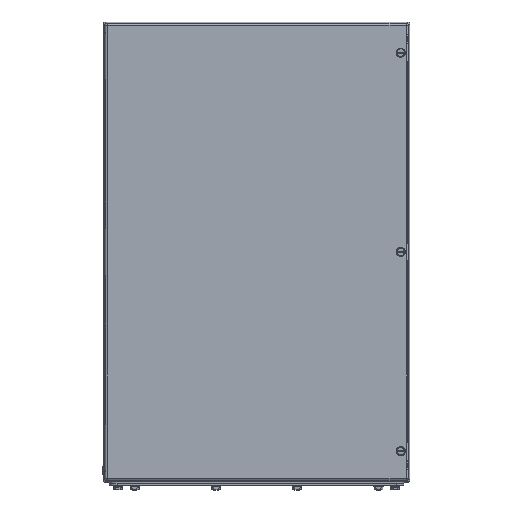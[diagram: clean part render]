
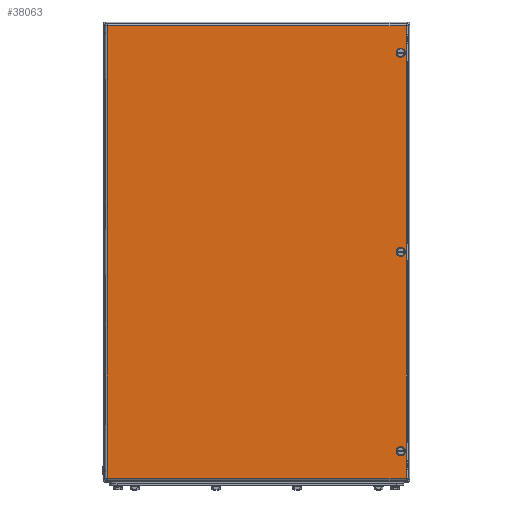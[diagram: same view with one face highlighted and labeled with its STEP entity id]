
A CAD part, top view. The second image highlights one B-rep face of the part: STEP entity #38063.
In plain terms, the highlighted planar face has unit normal (0, 0, 1).
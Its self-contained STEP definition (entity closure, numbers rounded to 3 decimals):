
#37987=AXIS2_PLACEMENT_3D('Plane Axis2P3D',#37984,#37985,#37986) ;
#38029=AXIS2_PLACEMENT_3D('Circle Axis2P3D',#38027,#38028,$) ;
#38038=AXIS2_PLACEMENT_3D('Circle Axis2P3D',#38036,#38037,$) ;
#38047=AXIS2_PLACEMENT_3D('Circle Axis2P3D',#38045,#38046,$) ;
#38056=AXIS2_PLACEMENT_3D('Circle Axis2P3D',#38054,#38055,$) ;
#37746=CARTESIAN_POINT('Vertex',(384.5,310.,200.)) ;
#37750=CARTESIAN_POINT('Control Point',(384.5,310.,200.)) ;
#37751=CARTESIAN_POINT('Control Point',(384.5,309.45,200.)) ;
#37752=CARTESIAN_POINT('Control Point',(384.608,308.9,200.)) ;
#37753=CARTESIAN_POINT('Control Point',(384.824,308.379,200.)) ;
#37754=CARTESIAN_POINT('Control Point',(385.449,307.449,200.)) ;
#37755=CARTESIAN_POINT('Control Point',(386.379,306.824,200.)) ;
#37756=CARTESIAN_POINT('Control Point',(386.9,306.608,200.)) ;
#37757=CARTESIAN_POINT('Control Point',(388.,306.392,200.)) ;
#37758=CARTESIAN_POINT('Control Point',(389.1,306.608,200.)) ;
#37759=CARTESIAN_POINT('Control Point',(389.621,306.824,200.)) ;
#37760=CARTESIAN_POINT('Control Point',(390.551,307.449,200.)) ;
#37761=CARTESIAN_POINT('Control Point',(391.176,308.379,200.)) ;
#37762=CARTESIAN_POINT('Control Point',(391.392,308.9,200.)) ;
#37763=CARTESIAN_POINT('Control Point',(391.5,309.45,200.)) ;
#37764=CARTESIAN_POINT('Control Point',(391.5,310.,200.)) ;
#37765=CARTESIAN_POINT('Vertex',(391.5,310.,200.)) ;
#37961=CARTESIAN_POINT('Control Point',(391.5,310.,200.)) ;
#37962=CARTESIAN_POINT('Control Point',(391.5,310.55,200.)) ;
#37963=CARTESIAN_POINT('Control Point',(391.392,311.1,200.)) ;
#37964=CARTESIAN_POINT('Control Point',(391.176,311.621,200.)) ;
#37965=CARTESIAN_POINT('Control Point',(390.551,312.551,200.)) ;
#37966=CARTESIAN_POINT('Control Point',(389.621,313.176,200.)) ;
#37967=CARTESIAN_POINT('Control Point',(389.1,313.392,200.)) ;
#37968=CARTESIAN_POINT('Control Point',(388.,313.608,200.)) ;
#37969=CARTESIAN_POINT('Control Point',(386.9,313.392,200.)) ;
#37970=CARTESIAN_POINT('Control Point',(386.379,313.176,200.)) ;
#37971=CARTESIAN_POINT('Control Point',(385.449,312.551,200.)) ;
#37972=CARTESIAN_POINT('Control Point',(384.824,311.621,200.)) ;
#37973=CARTESIAN_POINT('Control Point',(384.608,311.1,200.)) ;
#37974=CARTESIAN_POINT('Control Point',(384.5,310.55,200.)) ;
#37975=CARTESIAN_POINT('Control Point',(384.5,310.,200.)) ;
#37984=CARTESIAN_POINT('Axis2P3D Location',(200.,310.,200.)) ;
#37989=CARTESIAN_POINT('Line Origine',(395.,310.,200.)) ;
#37993=CARTESIAN_POINT('Vertex',(395.,15.,200.)) ;
#37995=CARTESIAN_POINT('Vertex',(395.,605.,200.)) ;
#37998=CARTESIAN_POINT('Line Origine',(200.,605.,200.)) ;
#38002=CARTESIAN_POINT('Vertex',(5.,605.,200.)) ;
#38005=CARTESIAN_POINT('Line Origine',(5.,310.,200.)) ;
#38009=CARTESIAN_POINT('Vertex',(5.,15.,200.)) ;
#38012=CARTESIAN_POINT('Line Origine',(200.,15.,200.)) ;
#38027=CARTESIAN_POINT('Axis2P3D Location',(388.,570.,200.)) ;
#38031=CARTESIAN_POINT('Vertex',(391.5,570.,200.)) ;
#38033=CARTESIAN_POINT('Vertex',(384.5,570.,200.)) ;
#38036=CARTESIAN_POINT('Axis2P3D Location',(388.,570.,200.)) ;
#38045=CARTESIAN_POINT('Axis2P3D Location',(388.,50.,200.)) ;
#38049=CARTESIAN_POINT('Vertex',(391.5,50.,200.)) ;
#38051=CARTESIAN_POINT('Vertex',(384.5,50.,200.)) ;
#38054=CARTESIAN_POINT('Axis2P3D Location',(388.,50.,200.)) ;
#37985=DIRECTION('Axis2P3D Direction',(0.,0.,1.)) ;
#37986=DIRECTION('Axis2P3D XDirection',(1.,0.,0.)) ;
#37990=DIRECTION('Vector Direction',(0.,1.,0.)) ;
#37999=DIRECTION('Vector Direction',(-1.,0.,0.)) ;
#38006=DIRECTION('Vector Direction',(0.,-1.,0.)) ;
#38013=DIRECTION('Vector Direction',(1.,0.,0.)) ;
#38028=DIRECTION('Axis2P3D Direction',(0.,0.,1.)) ;
#38037=DIRECTION('Axis2P3D Direction',(0.,0.,1.)) ;
#38046=DIRECTION('Axis2P3D Direction',(0.,0.,1.)) ;
#38055=DIRECTION('Axis2P3D Direction',(0.,0.,1.)) ;
#37991=VECTOR('Line Direction',#37990,1.) ;
#38000=VECTOR('Line Direction',#37999,1.) ;
#38007=VECTOR('Line Direction',#38006,1.) ;
#38014=VECTOR('Line Direction',#38013,1.) ;
#38018=ORIENTED_EDGE('',*,*,#37997,.T.) ;
#38019=ORIENTED_EDGE('',*,*,#38004,.T.) ;
#38020=ORIENTED_EDGE('',*,*,#38011,.T.) ;
#38021=ORIENTED_EDGE('',*,*,#38016,.T.) ;
#38024=ORIENTED_EDGE('',*,*,#37976,.F.) ;
#38025=ORIENTED_EDGE('',*,*,#37767,.F.) ;
#38042=ORIENTED_EDGE('',*,*,#38035,.F.) ;
#38043=ORIENTED_EDGE('',*,*,#38040,.F.) ;
#38060=ORIENTED_EDGE('',*,*,#38053,.F.) ;
#38061=ORIENTED_EDGE('',*,*,#38058,.F.) ;
#38026=FACE_BOUND('',#38023,.T.) ;
#38044=FACE_BOUND('',#38041,.T.) ;
#38062=FACE_BOUND('',#38059,.T.) ;
#38063=ADVANCED_FACE('74074_ZUB_DE_HS_KEBX_600x400-1/74074_DE_HS_KEBX_600x400-1-solid1',(#38022,#38026,#38044,#38062),#37988,.T.) ;
#37749=B_SPLINE_CURVE_WITH_KNOTS('',5,(#37750,#37751,#37752,#37753,#37754,#37755,#37756,#37757,#37758,#37759,#37760,#37761,#37762,#37763,#37764),.UNSPECIFIED.,.F.,.U.,(6,3,3,3,6),(-5.498,-2.749,0.,2.749,5.498),.UNSPECIFIED.) ;
#37960=B_SPLINE_CURVE_WITH_KNOTS('',5,(#37961,#37962,#37963,#37964,#37965,#37966,#37967,#37968,#37969,#37970,#37971,#37972,#37973,#37974,#37975),.UNSPECIFIED.,.F.,.U.,(6,3,3,3,6),(-5.498,-2.749,0.,2.749,5.498),.UNSPECIFIED.) ;
#38030=CIRCLE('generated circle',#38029,3.5) ;
#38039=CIRCLE('generated circle',#38038,3.5) ;
#38048=CIRCLE('generated circle',#38047,3.5) ;
#38057=CIRCLE('generated circle',#38056,3.5) ;
#37767=EDGE_CURVE('',#37747,#37766,#37749,.T.) ;
#37976=EDGE_CURVE('',#37766,#37747,#37960,.T.) ;
#37997=EDGE_CURVE('',#37994,#37996,#37992,.T.) ;
#38004=EDGE_CURVE('',#37996,#38003,#38001,.T.) ;
#38011=EDGE_CURVE('',#38003,#38010,#38008,.T.) ;
#38016=EDGE_CURVE('',#38010,#37994,#38015,.T.) ;
#38035=EDGE_CURVE('',#38032,#38034,#38030,.T.) ;
#38040=EDGE_CURVE('',#38034,#38032,#38039,.T.) ;
#38053=EDGE_CURVE('',#38050,#38052,#38048,.T.) ;
#38058=EDGE_CURVE('',#38052,#38050,#38057,.T.) ;
#38017=EDGE_LOOP('',(#38018,#38019,#38020,#38021)) ;
#38023=EDGE_LOOP('',(#38024,#38025)) ;
#38041=EDGE_LOOP('',(#38042,#38043)) ;
#38059=EDGE_LOOP('',(#38060,#38061)) ;
#38022=FACE_OUTER_BOUND('',#38017,.T.) ;
#37992=LINE('Line',#37989,#37991) ;
#38001=LINE('Line',#37998,#38000) ;
#38008=LINE('Line',#38005,#38007) ;
#38015=LINE('Line',#38012,#38014) ;
#37988=PLANE('',#37987) ;
#37747=VERTEX_POINT('',#37746) ;
#37766=VERTEX_POINT('',#37765) ;
#37994=VERTEX_POINT('',#37993) ;
#37996=VERTEX_POINT('',#37995) ;
#38003=VERTEX_POINT('',#38002) ;
#38010=VERTEX_POINT('',#38009) ;
#38032=VERTEX_POINT('',#38031) ;
#38034=VERTEX_POINT('',#38033) ;
#38050=VERTEX_POINT('',#38049) ;
#38052=VERTEX_POINT('',#38051) ;
